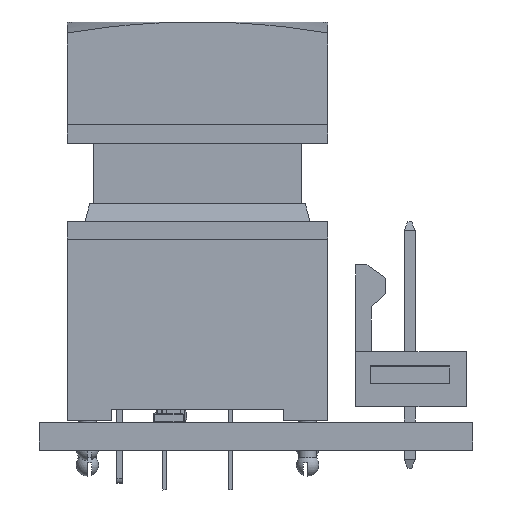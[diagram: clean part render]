
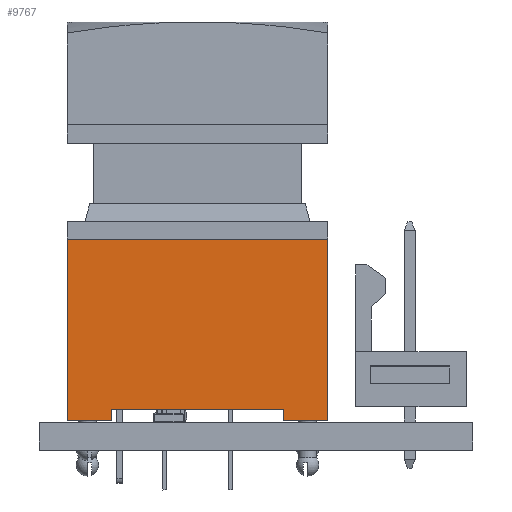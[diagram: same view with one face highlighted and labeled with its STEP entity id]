
A CAD part, left-side view. The second image highlights one B-rep face of the part: STEP entity #9767.
In plain terms, the highlighted face is planar.
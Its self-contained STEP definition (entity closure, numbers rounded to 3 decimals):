
#9111 = VERTEX_POINT('',#9112);
#9112 = CARTESIAN_POINT('',(7.506,-10.871,4.966));
#9120 = EDGE_CURVE('',#9111,#9121,#9123,.T.);
#9121 = VERTEX_POINT('',#9122);
#9122 = CARTESIAN_POINT('',(7.506,-11.506,4.966));
#9123 = LINE('',#9124,#9125);
#9124 = CARTESIAN_POINT('',(7.506,-10.871,4.966));
#9125 = VECTOR('',#9126,1.);
#9126 = DIRECTION('',(0.,-1.,0.));
#9151 = VERTEX_POINT('',#9152);
#9152 = CARTESIAN_POINT('',(7.506,-11.506,-4.966));
#9160 = EDGE_CURVE('',#9151,#9161,#9163,.T.);
#9161 = VERTEX_POINT('',#9162);
#9162 = CARTESIAN_POINT('',(7.506,-10.871,-4.966));
#9163 = LINE('',#9164,#9165);
#9164 = CARTESIAN_POINT('',(7.506,-11.506,-4.966));
#9165 = VECTOR('',#9166,1.);
#9166 = DIRECTION('',(0.,1.,0.));
#9231 = EDGE_CURVE('',#9161,#9111,#9232,.T.);
#9232 = LINE('',#9233,#9234);
#9233 = CARTESIAN_POINT('',(7.506,-10.871,-4.966));
#9234 = VECTOR('',#9235,1.);
#9235 = DIRECTION('',(0.,0.,1.));
#9706 = VERTEX_POINT('',#9707);
#9707 = CARTESIAN_POINT('',(7.506,-11.506,-7.506));
#9713 = EDGE_CURVE('',#9151,#9706,#9714,.T.);
#9714 = LINE('',#9715,#9716);
#9715 = CARTESIAN_POINT('',(7.506,-11.506,7.506));
#9716 = VECTOR('',#9717,1.);
#9717 = DIRECTION('',(0.,0.,-1.));
#9767 = ADVANCED_FACE('',(#9768),#9804,.T.);
#9768 = FACE_BOUND('',#9769,.T.);
#9769 = EDGE_LOOP('',(#9770,#9778,#9786,#9794,#9800,#9801,#9802,#9803));
#9770 = ORIENTED_EDGE('',*,*,#9771,.T.);
#9771 = EDGE_CURVE('',#9706,#9772,#9774,.T.);
#9772 = VERTEX_POINT('',#9773);
#9773 = CARTESIAN_POINT('',(7.506,-1.016,-7.506));
#9774 = LINE('',#9775,#9776);
#9775 = CARTESIAN_POINT('',(7.506,-11.506,-7.506));
#9776 = VECTOR('',#9777,1.);
#9777 = DIRECTION('',(0.,1.,0.));
#9778 = ORIENTED_EDGE('',*,*,#9779,.F.);
#9779 = EDGE_CURVE('',#9780,#9772,#9782,.T.);
#9780 = VERTEX_POINT('',#9781);
#9781 = CARTESIAN_POINT('',(7.506,-1.016,7.506));
#9782 = LINE('',#9783,#9784);
#9783 = CARTESIAN_POINT('',(7.506,-1.016,7.506));
#9784 = VECTOR('',#9785,1.);
#9785 = DIRECTION('',(0.,0.,-1.));
#9786 = ORIENTED_EDGE('',*,*,#9787,.F.);
#9787 = EDGE_CURVE('',#9788,#9780,#9790,.T.);
#9788 = VERTEX_POINT('',#9789);
#9789 = CARTESIAN_POINT('',(7.506,-11.506,7.506));
#9790 = LINE('',#9791,#9792);
#9791 = CARTESIAN_POINT('',(7.506,-11.506,7.506));
#9792 = VECTOR('',#9793,1.);
#9793 = DIRECTION('',(0.,1.,0.));
#9794 = ORIENTED_EDGE('',*,*,#9795,.T.);
#9795 = EDGE_CURVE('',#9788,#9121,#9796,.T.);
#9796 = LINE('',#9797,#9798);
#9797 = CARTESIAN_POINT('',(7.506,-11.506,7.506));
#9798 = VECTOR('',#9799,1.);
#9799 = DIRECTION('',(0.,0.,-1.));
#9800 = ORIENTED_EDGE('',*,*,#9120,.F.);
#9801 = ORIENTED_EDGE('',*,*,#9231,.F.);
#9802 = ORIENTED_EDGE('',*,*,#9160,.F.);
#9803 = ORIENTED_EDGE('',*,*,#9713,.T.);
#9804 = PLANE('',#9805);
#9805 = AXIS2_PLACEMENT_3D('',#9806,#9807,#9808);
#9806 = CARTESIAN_POINT('',(7.506,-11.506,7.506));
#9807 = DIRECTION('',(1.,0.,0.));
#9808 = DIRECTION('',(0.,0.,-1.));
